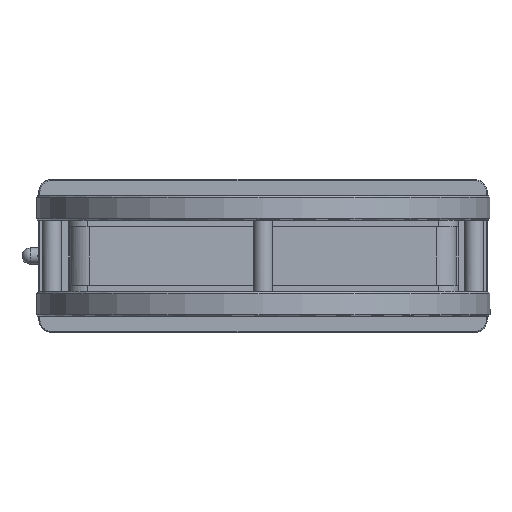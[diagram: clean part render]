
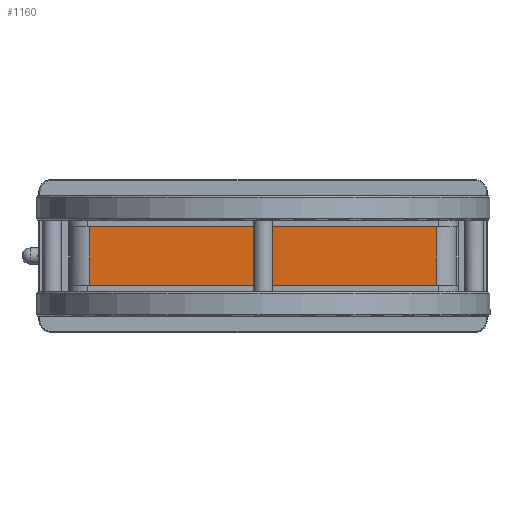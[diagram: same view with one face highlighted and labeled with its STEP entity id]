
A CAD part, front view. The second image highlights one B-rep face of the part: STEP entity #1160.
In plain terms, the highlighted planar face has unit normal (0, -1, 0).
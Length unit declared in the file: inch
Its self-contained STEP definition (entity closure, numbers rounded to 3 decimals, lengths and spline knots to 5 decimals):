
#1160 = ADVANCED_FACE ( 'NONE', ( #31836 ), #16956, .F. ) ;
#1480 = VECTOR ( 'NONE', #9948, 39.37008 ) ;
#3375 = VERTEX_POINT ( 'NONE', #14443 ) ;
#3730 = VERTEX_POINT ( 'NONE', #33089 ) ;
#4191 = VECTOR ( 'NONE', #37097, 39.37008 ) ;
#4291 = CARTESIAN_POINT ( 'NONE',  ( 3.39, -3.447, -0.5675 ) ) ;
#4665 = ORIENTED_EDGE ( 'NONE', *, *, #27424, .F. ) ;
#7076 = LINE ( 'NONE', #24991, #18649 ) ;
#8225 = AXIS2_PLACEMENT_3D ( 'NONE', #4291, #32035, #37852 ) ;
#8465 = CARTESIAN_POINT ( 'NONE',  ( 0., -3.447, -0.5675 ) ) ;
#9073 = CARTESIAN_POINT ( 'NONE',  ( -3.39, -3.447, -0.5675 ) ) ;
#9948 = DIRECTION ( 'NONE',  ( 0., 0., 1. ) ) ;
#11549 = ORIENTED_EDGE ( 'NONE', *, *, #39576, .F. ) ;
#12788 = LINE ( 'NONE', #21852, #4191 ) ;
#14443 = CARTESIAN_POINT ( 'NONE',  ( 3.39, -3.447, 0.5675 ) ) ;
#16767 = VERTEX_POINT ( 'NONE', #30264 ) ;
#16956 = PLANE ( 'NONE',  #8225 ) ;
#17073 = EDGE_CURVE ( 'NONE', #3730, #30694, #39389, .T. ) ;
#18649 = VECTOR ( 'NONE', #34798, 39.37008 ) ;
#19794 = CARTESIAN_POINT ( 'NONE',  ( -3.39, -3.447, -0.5675 ) ) ;
#21356 = EDGE_LOOP ( 'NONE', ( #4665, #34907, #36140, #11549 ) ) ;
#21852 = CARTESIAN_POINT ( 'NONE',  ( 3.39, -3.447, -0.5675 ) ) ;
#23280 = EDGE_CURVE ( 'NONE', #3375, #3730, #12788, .T. ) ;
#24991 = CARTESIAN_POINT ( 'NONE',  ( 3.39, -3.447, 0.5675 ) ) ;
#27424 = EDGE_CURVE ( 'NONE', #30694, #16767, #34662, .T. ) ;
#30264 = CARTESIAN_POINT ( 'NONE',  ( -3.39, -3.447, 0.5675 ) ) ;
#30694 = VERTEX_POINT ( 'NONE', #9073 ) ;
#31836 = FACE_OUTER_BOUND ( 'NONE', #21356, .T. ) ;
#32035 = DIRECTION ( 'NONE',  ( 0., 1., 0. ) ) ;
#33089 = CARTESIAN_POINT ( 'NONE',  ( 3.39, -3.447, -0.5675 ) ) ;
#34377 = VECTOR ( 'NONE', #36590, 39.37008 ) ;
#34662 = LINE ( 'NONE', #19794, #1480 ) ;
#34798 = DIRECTION ( 'NONE',  ( 1., 0., 0. ) ) ;
#34907 = ORIENTED_EDGE ( 'NONE', *, *, #17073, .F. ) ;
#36140 = ORIENTED_EDGE ( 'NONE', *, *, #23280, .F. ) ;
#36590 = DIRECTION ( 'NONE',  ( -1., 0., 0. ) ) ;
#37097 = DIRECTION ( 'NONE',  ( 0., 0., -1. ) ) ;
#37852 = DIRECTION ( 'NONE',  ( 0., 0., 1. ) ) ;
#39389 = LINE ( 'NONE', #8465, #34377 ) ;
#39576 = EDGE_CURVE ( 'NONE', #16767, #3375, #7076, .T. ) ;
